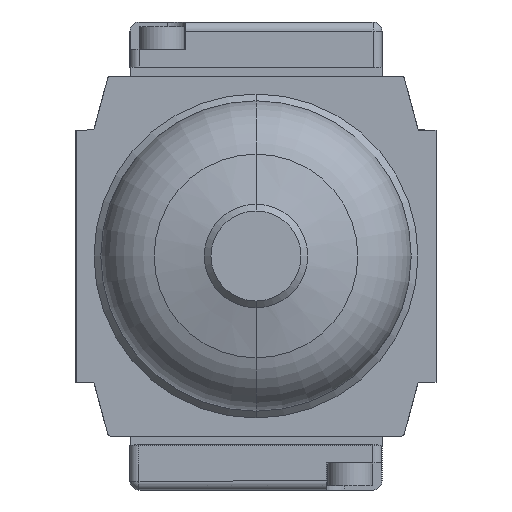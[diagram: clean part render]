
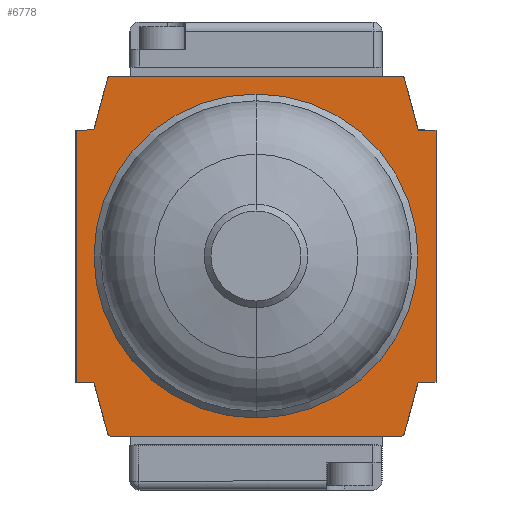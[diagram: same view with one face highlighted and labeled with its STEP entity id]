
A CAD part, front view. The second image highlights one B-rep face of the part: STEP entity #6778.
In plain terms, the highlighted planar face has unit normal (0, -1, 0).
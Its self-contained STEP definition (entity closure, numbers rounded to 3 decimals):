
#46 = CARTESIAN_POINT ( 'NONE',  ( 18.008, -23., 14. ) ) ;
#71 = DIRECTION ( 'NONE',  ( 0., -1., 0. ) ) ;
#125 = VECTOR ( 'NONE', #6673, 1000. ) ;
#233 = FACE_OUTER_BOUND ( 'NONE', #6839, .T. ) ;
#338 = DIRECTION ( 'NONE',  ( 0., -1., 0. ) ) ;
#352 = VERTEX_POINT ( 'NONE', #4069 ) ;
#421 = LINE ( 'NONE', #4790, #4083 ) ;
#431 = ORIENTED_EDGE ( 'NONE', *, *, #1337, .F. ) ;
#715 = CARTESIAN_POINT ( 'NONE',  ( 16.4, -23., -20. ) ) ;
#751 = DIRECTION ( 'NONE',  ( 0., 0., -1. ) ) ;
#847 = ORIENTED_EDGE ( 'NONE', *, *, #8286, .F. ) ;
#915 = VECTOR ( 'NONE', #7729, 1000. ) ;
#1050 = ORIENTED_EDGE ( 'NONE', *, *, #6067, .F. ) ;
#1173 = DIRECTION ( 'NONE',  ( 0., 0., -1. ) ) ;
#1208 = ORIENTED_EDGE ( 'NONE', *, *, #5885, .F. ) ;
#1215 = VECTOR ( 'NONE', #4479, 1000. ) ;
#1238 = CARTESIAN_POINT ( 'NONE',  ( 18.008, -23., -14. ) ) ;
#1337 = EDGE_CURVE ( 'NONE', #8514, #5121, #6070, .T. ) ;
#1413 = LINE ( 'NONE', #3805, #8579 ) ;
#1426 = EDGE_CURVE ( 'NONE', #6584, #2329, #7249, .T. ) ;
#1487 = DIRECTION ( 'NONE',  ( 0., 0., 1. ) ) ;
#1490 = EDGE_CURVE ( 'NONE', #4880, #5744, #6394, .T. ) ;
#1519 = EDGE_CURVE ( 'NONE', #6584, #8468, #4552, .T. ) ;
#1823 = AXIS2_PLACEMENT_3D ( 'NONE', #2887, #2212, #3666 ) ;
#1866 = VERTEX_POINT ( 'NONE', #4053 ) ;
#1969 = LINE ( 'NONE', #3615, #5397 ) ;
#2036 = EDGE_CURVE ( 'NONE', #352, #8514, #1969, .T. ) ;
#2162 = ORIENTED_EDGE ( 'NONE', *, *, #1426, .F. ) ;
#2212 = DIRECTION ( 'NONE',  ( 0., -1., 0. ) ) ;
#2329 = VERTEX_POINT ( 'NONE', #6504 ) ;
#2399 = VECTOR ( 'NONE', #6836, 1000. ) ;
#2489 = CIRCLE ( 'NONE', #1823, 0.25 ) ;
#2542 = CARTESIAN_POINT ( 'NONE',  ( -16.4, -23., -20. ) ) ;
#2653 = EDGE_CURVE ( 'NONE', #5121, #6407, #3133, .T. ) ;
#2717 = DIRECTION ( 'NONE',  ( 0., -1., 0. ) ) ;
#2807 = DIRECTION ( 'NONE',  ( 0., -1., 0. ) ) ;
#2844 = AXIS2_PLACEMENT_3D ( 'NONE', #6440, #2807, #3785 ) ;
#2887 = CARTESIAN_POINT ( 'NONE',  ( -16.208, -23., 19.75 ) ) ;
#2924 = VECTOR ( 'NONE', #4673, 1000. ) ;
#2942 = VECTOR ( 'NONE', #3574, 1000. ) ;
#2970 = CARTESIAN_POINT ( 'NONE',  ( 16.45, -23., 19.815 ) ) ;
#3012 = VERTEX_POINT ( 'NONE', #4313 ) ;
#3060 = ORIENTED_EDGE ( 'NONE', *, *, #1490, .F. ) ;
#3090 = CARTESIAN_POINT ( 'NONE',  ( -16.208, -23., -20. ) ) ;
#3133 = LINE ( 'NONE', #715, #2924 ) ;
#3149 = PLANE ( 'NONE',  #8304 ) ;
#3402 = EDGE_CURVE ( 'NONE', #4680, #5744, #2489, .T. ) ;
#3414 = EDGE_CURVE ( 'NONE', #2329, #1866, #421, .T. ) ;
#3493 = LINE ( 'NONE', #5163, #1215 ) ;
#3574 = DIRECTION ( 'NONE',  ( 0.259, 0., 0.966 ) ) ;
#3604 = VECTOR ( 'NONE', #1487, 1000. ) ;
#3615 = CARTESIAN_POINT ( 'NONE',  ( 20., -23., -14. ) ) ;
#3666 = DIRECTION ( 'NONE',  ( 0., 0., -1. ) ) ;
#3688 = CARTESIAN_POINT ( 'NONE',  ( -20., -23., 14. ) ) ;
#3785 = DIRECTION ( 'NONE',  ( 0., 0., -1. ) ) ;
#3805 = CARTESIAN_POINT ( 'NONE',  ( 16.4, -23., 20. ) ) ;
#4053 = CARTESIAN_POINT ( 'NONE',  ( -20., -23., -14. ) ) ;
#4069 = CARTESIAN_POINT ( 'NONE',  ( 20., -23., 14. ) ) ;
#4083 = VECTOR ( 'NONE', #4093, 1000. ) ;
#4093 = DIRECTION ( 'NONE',  ( -1., 0., 0. ) ) ;
#4167 = ORIENTED_EDGE ( 'NONE', *, *, #3414, .F. ) ;
#4233 = CIRCLE ( 'NONE', #6663, 0.25 ) ;
#4313 = CARTESIAN_POINT ( 'NONE',  ( 16.208, -23., -20. ) ) ;
#4479 = DIRECTION ( 'NONE',  ( -1., 0., 0. ) ) ;
#4486 = CARTESIAN_POINT ( 'NONE',  ( -18.008, -23., 14. ) ) ;
#4552 = CIRCLE ( 'NONE', #7866, 0.25 ) ;
#4652 = ORIENTED_EDGE ( 'NONE', *, *, #2653, .F. ) ;
#4673 = DIRECTION ( 'NONE',  ( -0.259, 0., -0.966 ) ) ;
#4680 = VERTEX_POINT ( 'NONE', #6567 ) ;
#4694 = ORIENTED_EDGE ( 'NONE', *, *, #2036, .F. ) ;
#4752 = ORIENTED_EDGE ( 'NONE', *, *, #3402, .T. ) ;
#4790 = CARTESIAN_POINT ( 'NONE',  ( -18.008, -23., -14. ) ) ;
#4880 = VERTEX_POINT ( 'NONE', #4486 ) ;
#4888 = ORIENTED_EDGE ( 'NONE', *, *, #5479, .T. ) ;
#4958 = CARTESIAN_POINT ( 'NONE',  ( -18.008, -23., 14. ) ) ;
#4968 = EDGE_CURVE ( 'NONE', #5669, #352, #7541, .T. ) ;
#5121 = VERTEX_POINT ( 'NONE', #1238 ) ;
#5125 = CARTESIAN_POINT ( 'NONE',  ( 16.4, -23., 20. ) ) ;
#5163 = CARTESIAN_POINT ( 'NONE',  ( 16.4, -23., -20. ) ) ;
#5164 = CARTESIAN_POINT ( 'NONE',  ( -16.4, -23., 20. ) ) ;
#5166 = DIRECTION ( 'NONE',  ( 0., 0., -1. ) ) ;
#5265 = VECTOR ( 'NONE', #6550, 1000. ) ;
#5397 = VECTOR ( 'NONE', #1173, 1000. ) ;
#5434 = LINE ( 'NONE', #8393, #3604 ) ;
#5479 = EDGE_CURVE ( 'NONE', #8697, #7572, #6639, .T. ) ;
#5669 = VERTEX_POINT ( 'NONE', #46 ) ;
#5744 = VERTEX_POINT ( 'NONE', #6230 ) ;
#5856 = VERTEX_POINT ( 'NONE', #3688 ) ;
#5885 = EDGE_CURVE ( 'NONE', #3012, #8468, #3493, .T. ) ;
#6015 = EDGE_CURVE ( 'NONE', #3012, #6407, #4233, .T. ) ;
#6067 = EDGE_CURVE ( 'NONE', #1866, #5856, #5434, .T. ) ;
#6070 = LINE ( 'NONE', #6121, #2399 ) ;
#6085 = CARTESIAN_POINT ( 'NONE',  ( 18.008, -23., 14. ) ) ;
#6121 = CARTESIAN_POINT ( 'NONE',  ( 18.008, -23., -14. ) ) ;
#6179 = CARTESIAN_POINT ( 'NONE',  ( 16.208, -23., 20. ) ) ;
#6205 = LINE ( 'NONE', #4958, #915 ) ;
#6230 = CARTESIAN_POINT ( 'NONE',  ( -16.45, -23., 19.815 ) ) ;
#6383 = CARTESIAN_POINT ( 'NONE',  ( -16.208, -23., -19.75 ) ) ;
#6394 = LINE ( 'NONE', #5164, #2942 ) ;
#6407 = VERTEX_POINT ( 'NONE', #7769 ) ;
#6440 = CARTESIAN_POINT ( 'NONE',  ( 16.208, -23., 19.75 ) ) ;
#6504 = CARTESIAN_POINT ( 'NONE',  ( -18.008, -23., -14. ) ) ;
#6516 = DIRECTION ( 'NONE',  ( 0.259, 0., -0.966 ) ) ;
#6550 = DIRECTION ( 'NONE',  ( 1., 0., 0. ) ) ;
#6567 = CARTESIAN_POINT ( 'NONE',  ( -16.208, -23., 20. ) ) ;
#6584 = VERTEX_POINT ( 'NONE', #7326 ) ;
#6639 = CIRCLE ( 'NONE', #2844, 0.25 ) ;
#6663 = AXIS2_PLACEMENT_3D ( 'NONE', #6870, #2717, #7563 ) ;
#6673 = DIRECTION ( 'NONE',  ( -0.259, 0., 0.966 ) ) ;
#6778 = ADVANCED_FACE ( 'NONE', ( #233 ), #3149, .T. ) ;
#6827 = EDGE_CURVE ( 'NONE', #4680, #7572, #1413, .T. ) ;
#6836 = DIRECTION ( 'NONE',  ( -1., 0., 0. ) ) ;
#6839 = EDGE_LOOP ( 'NONE', ( #8791, #4752, #3060, #847, #1050, #4167, #2162, #6948, #1208, #7111, #4652, #431, #4694, #8205, #8830, #4888 ) ) ;
#6870 = CARTESIAN_POINT ( 'NONE',  ( 16.208, -23., -19.75 ) ) ;
#6948 = ORIENTED_EDGE ( 'NONE', *, *, #1519, .T. ) ;
#6955 = LINE ( 'NONE', #5125, #8821 ) ;
#7111 = ORIENTED_EDGE ( 'NONE', *, *, #6015, .T. ) ;
#7249 = LINE ( 'NONE', #2542, #125 ) ;
#7326 = CARTESIAN_POINT ( 'NONE',  ( -16.45, -23., -19.815 ) ) ;
#7541 = LINE ( 'NONE', #6085, #5265 ) ;
#7563 = DIRECTION ( 'NONE',  ( 0., 0., -1. ) ) ;
#7572 = VERTEX_POINT ( 'NONE', #6179 ) ;
#7729 = DIRECTION ( 'NONE',  ( 1., 0., 0. ) ) ;
#7769 = CARTESIAN_POINT ( 'NONE',  ( 16.45, -23., -19.815 ) ) ;
#7866 = AXIS2_PLACEMENT_3D ( 'NONE', #6383, #71, #751 ) ;
#7939 = CARTESIAN_POINT ( 'NONE',  ( 20., -23., -14. ) ) ;
#8205 = ORIENTED_EDGE ( 'NONE', *, *, #4968, .F. ) ;
#8286 = EDGE_CURVE ( 'NONE', #5856, #4880, #6205, .T. ) ;
#8304 = AXIS2_PLACEMENT_3D ( 'NONE', #8639, #338, #5166 ) ;
#8393 = CARTESIAN_POINT ( 'NONE',  ( -20., -23., -14. ) ) ;
#8461 = DIRECTION ( 'NONE',  ( 1., 0., 0. ) ) ;
#8468 = VERTEX_POINT ( 'NONE', #3090 ) ;
#8514 = VERTEX_POINT ( 'NONE', #7939 ) ;
#8579 = VECTOR ( 'NONE', #8461, 1000. ) ;
#8639 = CARTESIAN_POINT ( 'NONE',  ( -25.51, -23., 14. ) ) ;
#8697 = VERTEX_POINT ( 'NONE', #2970 ) ;
#8791 = ORIENTED_EDGE ( 'NONE', *, *, #6827, .F. ) ;
#8809 = EDGE_CURVE ( 'NONE', #8697, #5669, #6955, .T. ) ;
#8821 = VECTOR ( 'NONE', #6516, 1000. ) ;
#8830 = ORIENTED_EDGE ( 'NONE', *, *, #8809, .F. ) ;
